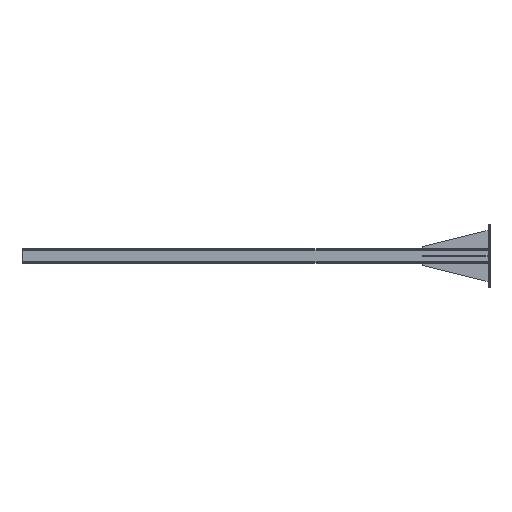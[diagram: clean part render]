
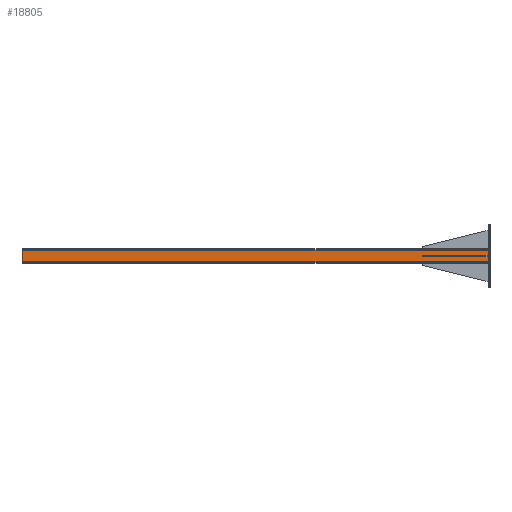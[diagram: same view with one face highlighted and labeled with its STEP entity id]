
A CAD part, left-side view. The second image highlights one B-rep face of the part: STEP entity #18805.
In plain terms, the highlighted planar face has unit normal (-1, 0, 0).
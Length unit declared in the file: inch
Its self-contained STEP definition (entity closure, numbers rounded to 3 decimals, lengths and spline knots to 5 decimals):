
#1733=PLANE('',#20773);
#2132=FACE_OUTER_BOUND('',#3320,.T.);
#3320=EDGE_LOOP('',(#12876,#12877,#12878,#12879));
#4679=LINE('',#29341,#5772);
#4683=LINE('',#29357,#5776);
#4693=LINE('',#29384,#5786);
#4694=LINE('',#29386,#5787);
#5772=VECTOR('',#23321,0.3937);
#5776=VECTOR('',#23335,0.3937);
#5786=VECTOR('',#23365,0.3937);
#5787=VECTOR('',#23368,0.3937);
#8128=VERTEX_POINT('',#29339);
#8129=VERTEX_POINT('',#29340);
#8136=VERTEX_POINT('',#29356);
#8143=VERTEX_POINT('',#29382);
#9922=EDGE_CURVE('',#8128,#8129,#4679,.T.);
#9930=EDGE_CURVE('',#8136,#8129,#4683,.T.);
#9944=EDGE_CURVE('',#8128,#8143,#4693,.T.);
#9945=EDGE_CURVE('',#8136,#8143,#4694,.T.);
#12876=ORIENTED_EDGE('',*,*,#9944,.T.);
#12877=ORIENTED_EDGE('',*,*,#9945,.F.);
#12878=ORIENTED_EDGE('',*,*,#9930,.T.);
#12879=ORIENTED_EDGE('',*,*,#9922,.F.);
#18805=ADVANCED_FACE('',(#2132),#1733,.T.);
#20773=AXIS2_PLACEMENT_3D('',#29385,#23366,#23367);
#23321=DIRECTION('',(0.,0.,-1.));
#23335=DIRECTION('',(0.,-1.,0.));
#23365=DIRECTION('',(0.,1.,0.));
#23366=DIRECTION('center_axis',(-1.,0.,0.));
#23367=DIRECTION('ref_axis',(0.,0.,1.));
#23368=DIRECTION('',(0.,0.,1.));
#29339=CARTESIAN_POINT('',(-3.00549,-99.5,2.49438));
#29340=CARTESIAN_POINT('',(-3.00549,-99.5,-2.50562));
#29341=CARTESIAN_POINT('',(-3.00549,-99.5,-2.50562));
#29356=CARTESIAN_POINT('',(-3.00549,99.5,-2.50562));
#29357=CARTESIAN_POINT('',(-3.00549,0.,-2.50562));
#29382=CARTESIAN_POINT('',(-3.00549,99.5,2.49438));
#29384=CARTESIAN_POINT('',(-3.00549,0.,2.49438));
#29385=CARTESIAN_POINT('Origin',(-3.00549,0.,-2.50562));
#29386=CARTESIAN_POINT('',(-3.00549,99.5,-2.50562));
